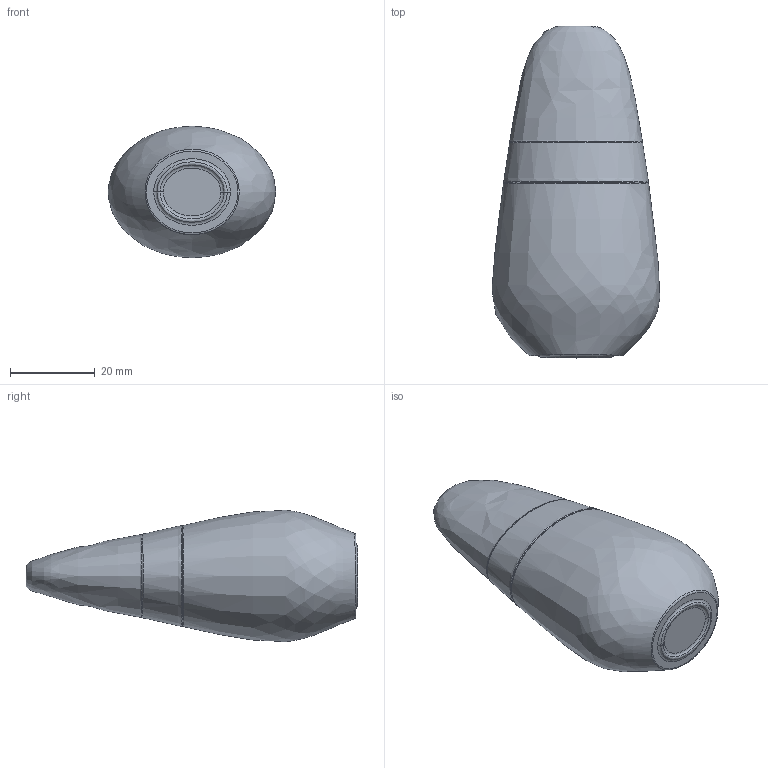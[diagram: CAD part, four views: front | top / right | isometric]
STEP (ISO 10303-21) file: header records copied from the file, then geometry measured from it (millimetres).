
FILE_DESCRIPTION(('FreeCAD Model'),'2;1');
FILE_NAME('Open CASCADE Shape Model','2025-04-27T16:49:59',('FreeCAD'),( 'FreeCAD'),'Open CASCADE STEP processor 7.6','FreeCAD','Unknown');
FILE_SCHEMA(('AUTOMOTIVE_DESIGN { 1 0 10303 214 1 1 1 1 }'));
Length unit declared in the file: millimetre
Products named in the file (1): Open CASCADE STEP translator 7.6 1
Bounding box: 39.61 x 78.5 x 31.13 mm (x, y, z)
Volume: 10727.6 mm3; surface area: 17971.4 mm2
Topology: 3 solids, 3 shells, 88 faces, 182 edges, 118 vertices
Faces by surface type: bspline 88
Entity records: 19165 total; most frequent: CARTESIAN_POINT 18009, ORIENTED_EDGE 364, EDGE_CURVE 182, VERTEX_POINT 118, FACE_BOUND 108, EDGE_LOOP 108, B_SPLINE_CURVE_WITH_KNOTS 107, ADVANCED_FACE 88
